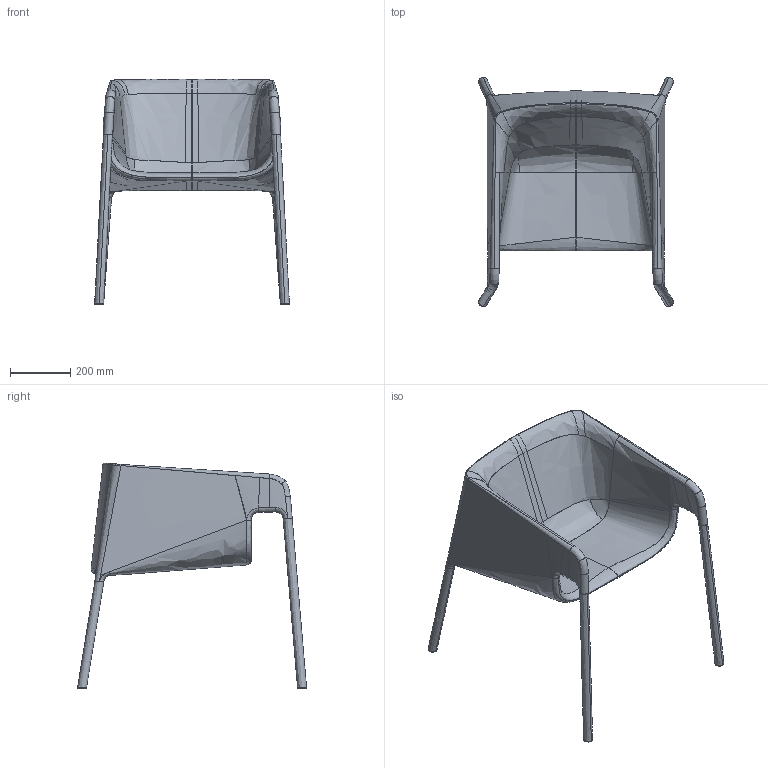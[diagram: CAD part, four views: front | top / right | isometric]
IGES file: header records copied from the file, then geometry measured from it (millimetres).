
Start section: SolidWorks IGES file using analytic representation for surfaces
Global section: file name:LOBBY.IGS; native system: Rhinoceros ( Dec 20 2002 ); preprocessor: Trout Lake IGES 012 Dec 20 2002; date: 090429.130045; units: millimetre
Bounding box: 647.78 x 761.86 x 750.15 mm (x, y, z)
Surface area: 1605226.2 mm2 (no closed solid volume)
Topology: 0 solids, 0 shells, 113 faces, 749 edges, 749 vertices
Faces by surface type: bspline 113
